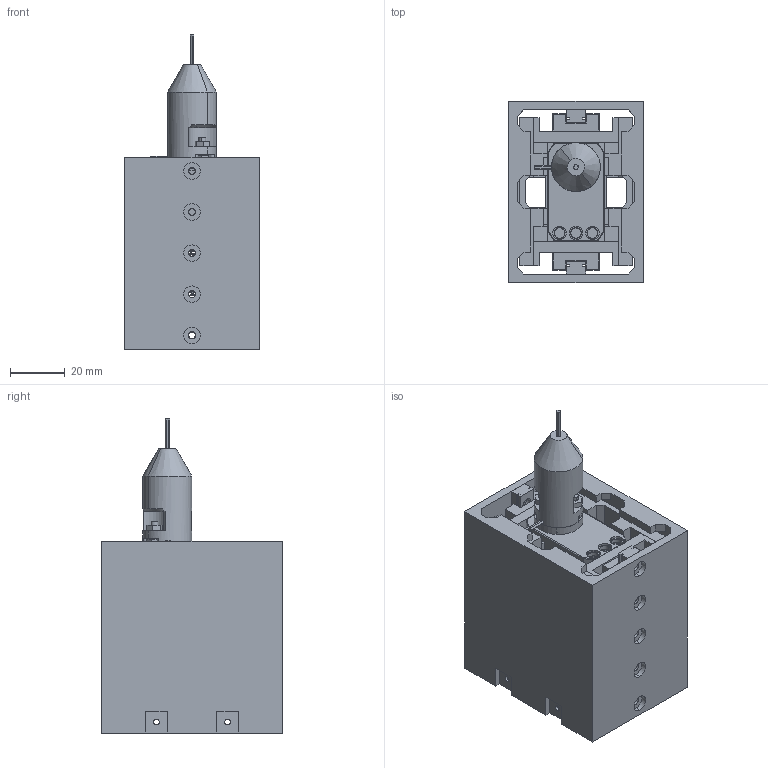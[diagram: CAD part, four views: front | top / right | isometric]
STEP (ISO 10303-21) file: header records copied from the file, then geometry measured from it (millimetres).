
FILE_DESCRIPTION (( 'STEP AP214' ), '1' );
FILE_NAME ('tool_assembly.STEP', '2021-09-21T15:31:18', ( '' ), ( '' ), 'SwSTEP 2.0', 'SolidWorks 2021', '' );
FILE_SCHEMA (( 'AUTOMOTIVE_DESIGN' ));
Length unit declared in the file: millimetre
Products named in the file (18): shell connector; m2.5_nut; side shell rgt; spring pusher back; motor; slider; flange; m2.5_bolt; wrench; tipconnector; shell; tool_assembly; 錨璃3^蚾饜极3; spring pusher forth; rail; flange tip; side shell lft; spring
Assembly tree (24 placements, depth 3):
  tool_assembly
    motor
    side shell lft
    rail  x2
    slider  x2
    shell connector  x2
    side shell rgt
    shell
    spring pusher forth
    spring pusher back
    spring  x2
    flange tip
      flange
      m2.5_bolt  x2
      m2.5_nut  x4
      tipconnector
      wrench
  錨璃3^蚾饜极3
Bounding box: 49 x 66 x 114.6 mm (x, y, z)
Volume: 106830.4 mm3; surface area: 72835.4 mm2
Topology: 25 solids, 25 shells, 964 faces, 2370 edges, 1563 vertices
Faces by surface type: plane 535, cylinder 401, cone 15, torus 8, bspline 5
Entity records: 29621 total; most frequent: CARTESIAN_POINT 8636, DIRECTION 4268, ORIENTED_EDGE 3892, EDGE_CURVE 1946, AXIS2_PLACEMENT_3D 1525, VERTEX_POINT 1281, VECTOR 1218, LINE 1218
